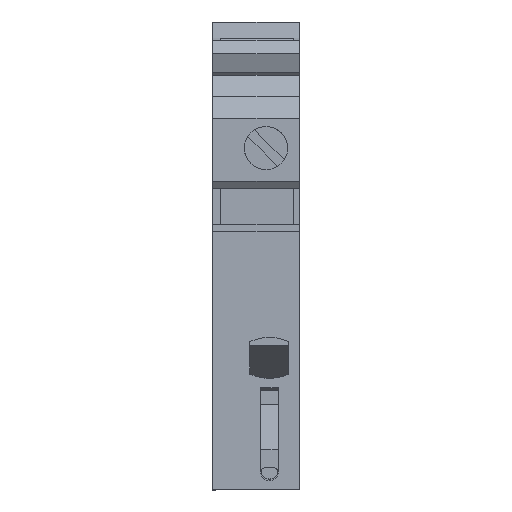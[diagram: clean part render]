
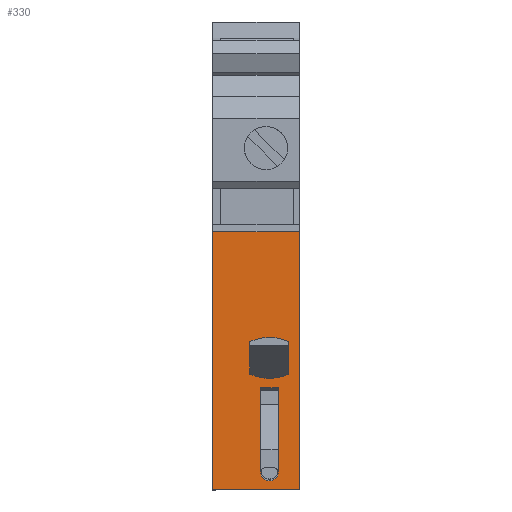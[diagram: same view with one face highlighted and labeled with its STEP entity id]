
A CAD part, top view. The second image highlights one B-rep face of the part: STEP entity #330.
In plain terms, the highlighted planar face has unit normal (0, 0, 1).
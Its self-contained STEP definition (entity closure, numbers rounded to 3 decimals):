
#330=ADVANCED_FACE('',(#860,#861,#862),#863,.F.);
#860=FACE_OUTER_BOUND('',#1596,.T.);
#861=FACE_BOUND('',#1597,.T.);
#862=FACE_BOUND('',#1598,.T.);
#863=PLANE('',#1599);
#1596=EDGE_LOOP('',(#2722,#2723,#2724,#2725));
#1597=EDGE_LOOP('',(#2726,#2727,#2728,#2729,#2730,#2731));
#1598=EDGE_LOOP('',(#2732,#2733,#2734,#2735,#2736));
#1599=AXIS2_PLACEMENT_3D('',#2737,#2738,#2739);
#2722=ORIENTED_EDGE('',*,*,#4752,.F.);
#2723=ORIENTED_EDGE('',*,*,#4979,.F.);
#2724=ORIENTED_EDGE('',*,*,#4774,.F.);
#2725=ORIENTED_EDGE('',*,*,#4980,.F.);
#2726=ORIENTED_EDGE('',*,*,#4673,.F.);
#2727=ORIENTED_EDGE('',*,*,#4981,.F.);
#2728=ORIENTED_EDGE('',*,*,#4666,.T.);
#2729=ORIENTED_EDGE('',*,*,#4982,.T.);
#2730=ORIENTED_EDGE('',*,*,#4983,.F.);
#2731=ORIENTED_EDGE('',*,*,#4984,.F.);
#2732=ORIENTED_EDGE('',*,*,#4985,.F.);
#2733=ORIENTED_EDGE('',*,*,#4986,.T.);
#2734=ORIENTED_EDGE('',*,*,#4658,.T.);
#2735=ORIENTED_EDGE('',*,*,#4987,.F.);
#2736=ORIENTED_EDGE('',*,*,#4988,.F.);
#2737=CARTESIAN_POINT('',(10.15,0.,46.85));
#2738=DIRECTION('',(0.,0.,-1.0));
#2739=DIRECTION('',(-1.0,0.,0.));
#4658=EDGE_CURVE('',#5621,#5625,#5627,.T.);
#4666=EDGE_CURVE('',#5641,#5638,#5642,.T.);
#4673=EDGE_CURVE('',#5652,#5648,#5654,.T.);
#4752=EDGE_CURVE('',#5806,#5808,#5809,.T.);
#4774=EDGE_CURVE('',#5848,#5850,#5851,.T.);
#4979=EDGE_CURVE('',#5850,#5806,#6207,.T.);
#4980=EDGE_CURVE('',#5808,#5848,#6208,.T.);
#4981=EDGE_CURVE('',#5641,#5652,#6209,.T.);
#4982=EDGE_CURVE('',#5638,#6210,#6211,.T.);
#4983=EDGE_CURVE('',#6212,#6210,#6213,.T.);
#4984=EDGE_CURVE('',#5648,#6212,#6214,.T.);
#4985=EDGE_CURVE('',#6215,#6216,#6217,.T.);
#4986=EDGE_CURVE('',#6215,#5621,#6218,.T.);
#4987=EDGE_CURVE('',#6219,#5625,#6220,.T.);
#4988=EDGE_CURVE('',#6216,#6219,#6221,.T.);
#5621=VERTEX_POINT('',#7039);
#5625=VERTEX_POINT('',#7044);
#5627=CIRCLE('',#7047,1.05);
#5638=VERTEX_POINT('',#7060);
#5641=VERTEX_POINT('',#7064);
#5642=CIRCLE('',#7065,5.467);
#5648=VERTEX_POINT('',#7072);
#5652=VERTEX_POINT('',#7077);
#5654=CIRCLE('',#7080,5.467);
#5806=VERTEX_POINT('',#7296);
#5808=VERTEX_POINT('',#7299);
#5809=LINE('',#7300,#7301);
#5848=VERTEX_POINT('',#7358);
#5850=VERTEX_POINT('',#7361);
#5851=LINE('',#7362,#7363);
#6207=LINE('',#7887,#7888);
#6208=LINE('',#7889,#7890);
#6209=LINE('',#7891,#7892);
#6210=VERTEX_POINT('',#7893);
#6211=CIRCLE('',#7894,5.467);
#6212=VERTEX_POINT('',#7895);
#6213=LINE('',#7896,#7897);
#6214=CIRCLE('',#7898,5.467);
#6215=VERTEX_POINT('',#7899);
#6216=VERTEX_POINT('',#7900);
#6217=LINE('',#7901,#7902);
#6218=CIRCLE('',#7903,1.05);
#6219=VERTEX_POINT('',#7904);
#6220=LINE('',#7905,#7906);
#6221=LINE('',#7907,#7908);
#7039=CARTESIAN_POINT('',(6.65,1.,46.85));
#7044=CARTESIAN_POINT('',(5.6,2.05,46.85));
#7047=AXIS2_PLACEMENT_3D('',#9117,#9118,#9119);
#7060=CARTESIAN_POINT('',(6.65,13.043,46.85));
#7064=CARTESIAN_POINT('',(8.95,13.55,46.85));
#7065=AXIS2_PLACEMENT_3D('',#9129,#9130,#9131);
#7072=CARTESIAN_POINT('',(6.65,17.857,46.85));
#7077=CARTESIAN_POINT('',(8.95,17.35,46.85));
#7080=AXIS2_PLACEMENT_3D('',#9141,#9142,#9143);
#7296=CARTESIAN_POINT('',(10.15,30.3,46.85));
#7299=CARTESIAN_POINT('',(10.15,0.,46.85));
#7300=CARTESIAN_POINT('',(10.15,-0.061,46.85));
#7301=VECTOR('',#9245,1.0);
#7358=CARTESIAN_POINT('',(0.,0.,46.85));
#7361=CARTESIAN_POINT('',(0.,30.3,46.85));
#7362=CARTESIAN_POINT('',(0.,-0.061,46.85));
#7363=VECTOR('',#9268,1.0);
#7887=CARTESIAN_POINT('',(10.15,30.3,46.85));
#7888=VECTOR('',#9476,1.0);
#7889=CARTESIAN_POINT('',(10.15,0.,46.85));
#7890=VECTOR('',#9477,1.0);
#7891=CARTESIAN_POINT('',(8.95,-0.061,46.85));
#7892=VECTOR('',#9478,1.0);
#7893=CARTESIAN_POINT('',(4.35,13.55,46.85));
#7894=AXIS2_PLACEMENT_3D('',#9479,#9480,#9481);
#7895=CARTESIAN_POINT('',(4.35,17.35,46.85));
#7896=CARTESIAN_POINT('',(4.35,3.409,46.85));
#7897=VECTOR('',#9482,1.0);
#7898=AXIS2_PLACEMENT_3D('',#9483,#9484,#9485);
#7899=CARTESIAN_POINT('',(7.7,2.05,46.85));
#7900=CARTESIAN_POINT('',(7.7,11.95,46.85));
#7901=CARTESIAN_POINT('',(7.7,3.409,46.85));
#7902=VECTOR('',#9486,1.0);
#7903=AXIS2_PLACEMENT_3D('',#9487,#9488,#9489);
#7904=CARTESIAN_POINT('',(5.6,11.95,46.85));
#7905=CARTESIAN_POINT('',(5.6,3.409,46.85));
#7906=VECTOR('',#9490,1.0);
#7907=CARTESIAN_POINT('',(10.5,11.95,46.85));
#7908=VECTOR('',#9491,1.0);
#9117=CARTESIAN_POINT('',(6.65,2.05,46.85));
#9118=DIRECTION('',(0.,0.,-1.0));
#9119=DIRECTION('',(0.,-1.0,0.));
#9129=CARTESIAN_POINT('',(6.65,18.51,46.85));
#9130=DIRECTION('',(0.,0.,-1.0));
#9131=DIRECTION('',(0.,1.0,0.));
#9141=CARTESIAN_POINT('',(6.65,12.39,46.85));
#9142=DIRECTION('',(0.,0.,1.0));
#9143=DIRECTION('',(0.,-1.0,0.));
#9245=DIRECTION('',(0.,-1.0,0.));
#9268=DIRECTION('',(0.,1.0,0.));
#9476=DIRECTION('',(1.0,0.,0.));
#9477=DIRECTION('',(-1.0,0.,0.));
#9478=DIRECTION('',(0.,1.0,0.));
#9479=CARTESIAN_POINT('',(6.65,18.51,46.85));
#9480=DIRECTION('',(0.,0.,-1.0));
#9481=DIRECTION('',(0.,1.0,0.));
#9482=DIRECTION('',(0.,-1.0,0.));
#9483=CARTESIAN_POINT('',(6.65,12.39,46.85));
#9484=DIRECTION('',(0.,0.,1.0));
#9485=DIRECTION('',(0.,-1.0,0.));
#9486=DIRECTION('',(0.,1.0,0.));
#9487=CARTESIAN_POINT('',(6.65,2.05,46.85));
#9488=DIRECTION('',(0.,0.,-1.0));
#9489=DIRECTION('',(0.,-1.0,0.));
#9490=DIRECTION('',(0.,-1.0,0.));
#9491=DIRECTION('',(-1.0,0.,0.));
